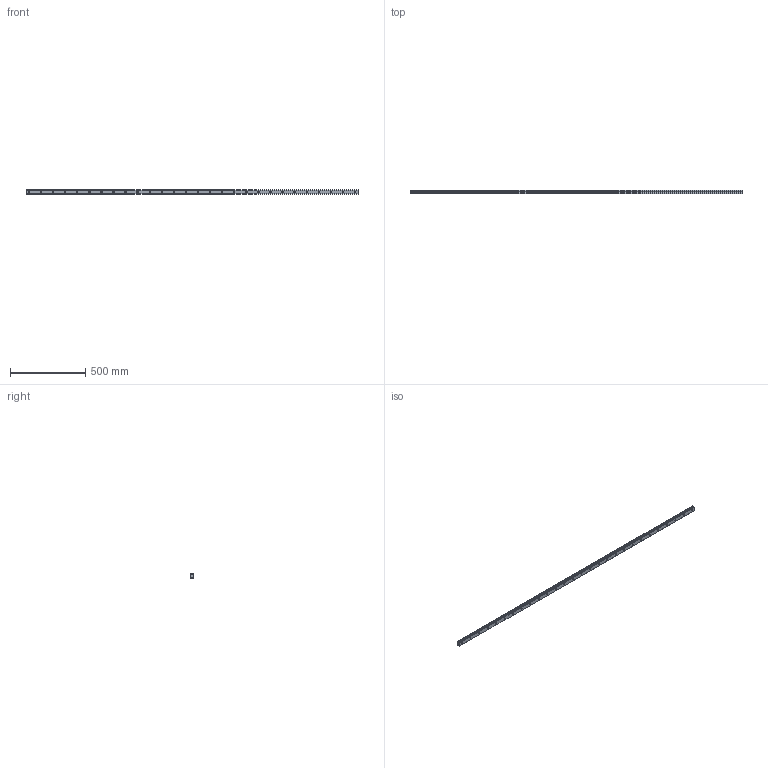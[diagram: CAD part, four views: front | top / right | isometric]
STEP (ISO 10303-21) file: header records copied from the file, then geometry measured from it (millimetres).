
FILE_DESCRIPTION (( 'STEP AP214' ), '1' );
FILE_NAME ('SHS30C1SS-2200L_G20_0_B-M6F_1047_0_0_0_1.STEP', '2021-06-21T12:48:10', ( '' ), ( '' ), 'SwSTEP 2.0', 'SolidWorks 2021', '' );
FILE_SCHEMA (( 'AUTOMOTIVE_DESIGN' ));
Length unit declared in the file: millimetre
Products named in the file (2): SHS30C1SS-2200L_G20_0_B-M6F_1047_0_0_0_1; _SHS30C220020 Track
Assembly tree (1 placements, depth 2):
  SHS30C1SS-2200L_G20_0_B-M6F_1047_0_0_0_1
    _SHS30C220020 Track
Bounding box: 2200 x 23 x 28 mm (x, y, z)
Volume: 1204770.6 mm3; surface area: 247587.4 mm2
Topology: 1 solids, 1 shells, 177 faces, 441 edges, 294 vertices
Faces by surface type: cylinder 133, plane 44
Entity records: 5599 total; most frequent: DIRECTION 1069, CARTESIAN_POINT 916, ORIENTED_EDGE 882, AXIS2_PLACEMENT_3D 447, EDGE_CURVE 441, VERTEX_POINT 294, CIRCLE 266, EDGE_LOOP 261
